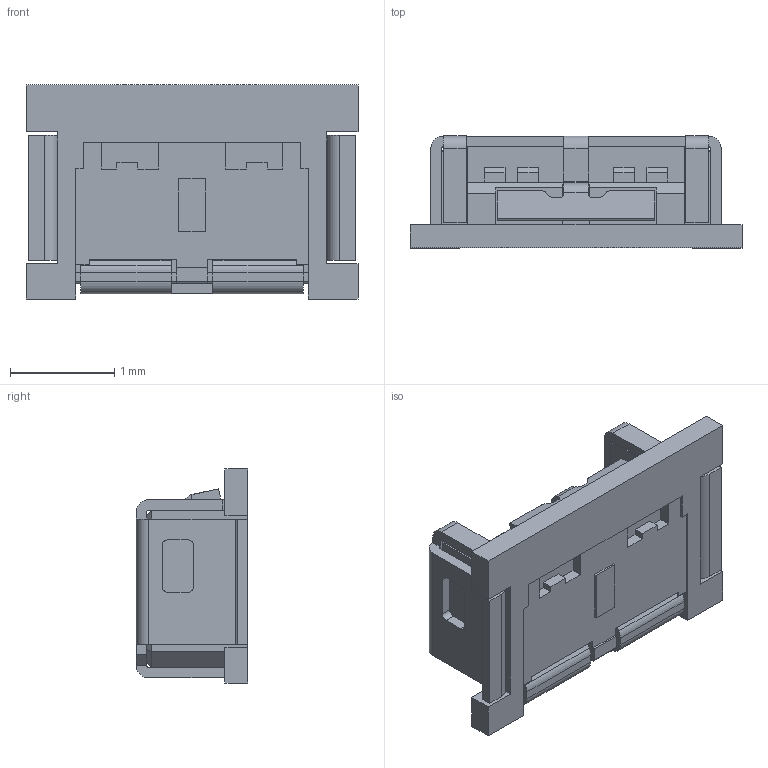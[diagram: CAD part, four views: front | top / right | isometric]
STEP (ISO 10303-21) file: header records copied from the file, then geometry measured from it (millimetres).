
FILE_DESCRIPTION (( 'STEP AP203' ), '1' );
FILE_NAME ('Receptacle MG215MRE02.STEP', '2022-11-14T02:24:00', ( '' ), ( '' ), 'SwSTEP 2.0', 'SolidWorks 2021', '' );
FILE_SCHEMA (( 'CONFIG_CONTROL_DESIGN' ));
Length unit declared in the file: millimetre
Products named in the file (1): Receptacle MG215MRE02
Bounding box: 3.18 x 1.07 x 2.05 mm (x, y, z)
Volume: 3.5 mm3; surface area: 32.4 mm2
Topology: 1 solids, 1 shells, 324 faces, 942 edges, 608 vertices
Faces by surface type: plane 270, cylinder 54
Entity records: 10611 total; most frequent: ORIENTED_EDGE 1884, CARTESIAN_POINT 1875, DIRECTION 1700, EDGE_CURVE 942, LINE 834, VECTOR 834, VERTEX_POINT 608, AXIS2_PLACEMENT_3D 433
